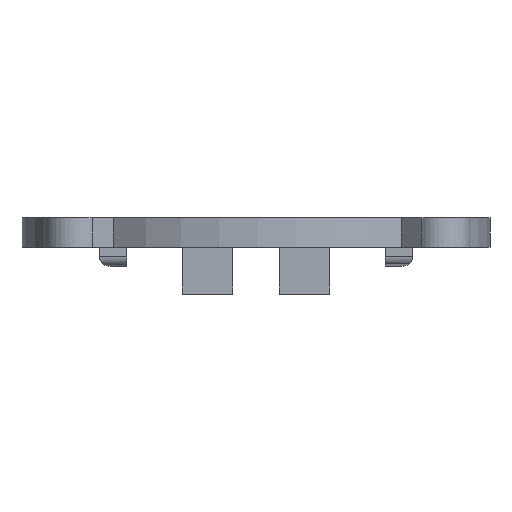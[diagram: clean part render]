
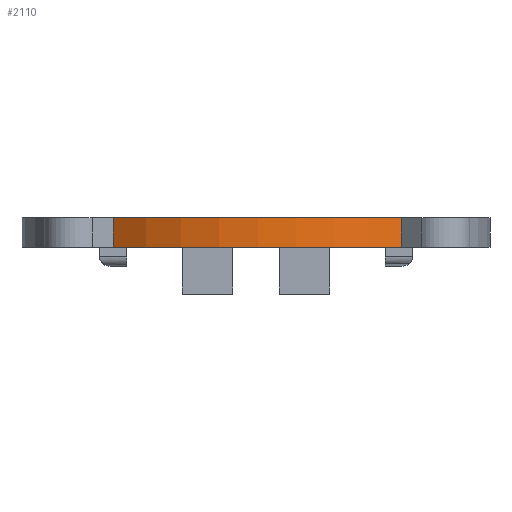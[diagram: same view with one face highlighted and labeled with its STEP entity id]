
A CAD part, left-side view. The second image highlights one B-rep face of the part: STEP entity #2110.
In plain terms, the highlighted cylindrical face has radius 49.5 mm (diameter 99 mm), a partial arc.
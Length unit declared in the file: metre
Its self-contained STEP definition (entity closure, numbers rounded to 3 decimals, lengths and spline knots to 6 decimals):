
#116=CYLINDRICAL_SURFACE('',#2294,0.0495);
#196=LINE('',#3294,#292);
#199=LINE('',#3300,#295);
#292=VECTOR('',#2591,1.);
#295=VECTOR('',#2596,1.);
#364=CIRCLE('',#2288,0.0495);
#369=CIRCLE('',#2295,0.0495);
#550=ORIENTED_EDGE('',*,*,#1137,.T.);
#551=ORIENTED_EDGE('',*,*,#1165,.F.);
#552=ORIENTED_EDGE('',*,*,#1166,.F.);
#553=ORIENTED_EDGE('',*,*,#1162,.T.);
#1137=EDGE_CURVE('',#1424,#1441,#364,.T.);
#1162=EDGE_CURVE('',#1466,#1424,#196,.T.);
#1165=EDGE_CURVE('',#1468,#1441,#199,.T.);
#1166=EDGE_CURVE('',#1466,#1468,#369,.T.);
#1424=VERTEX_POINT('',#3166);
#1441=VERTEX_POINT('',#3199);
#1466=VERTEX_POINT('',#3295);
#1468=VERTEX_POINT('',#3301);
#1699=EDGE_LOOP('',(#550,#551,#552,#553));
#1881=FACE_BOUND('',#1699,.T.);
#2110=ADVANCED_FACE('',(#1881),#116,.T.);
#2288=AXIS2_PLACEMENT_3D('',#3200,#2571,#2572);
#2294=AXIS2_PLACEMENT_3D('',#3299,#2594,#2595);
#2295=AXIS2_PLACEMENT_3D('',#3302,#2597,#2598);
#2571=DIRECTION('',(0.,0.,1.));
#2572=DIRECTION('',(-0.707,0.707,0.));
#2591=DIRECTION('',(0.,0.,-1.));
#2594=DIRECTION('',(0.,0.,-1.));
#2595=DIRECTION('',(0.707,-0.707,0.));
#2596=DIRECTION('',(0.,0.,-1.));
#2597=DIRECTION('',(0.,0.,1.));
#2598=DIRECTION('',(-0.707,0.707,0.));
#3166=CARTESIAN_POINT('',(-0.039199,0.030227,0.005));
#3199=CARTESIAN_POINT('',(-0.038772,-0.030774,0.005));
#3200=CARTESIAN_POINT('',(0.,0.,0.005));
#3294=CARTESIAN_POINT('',(-0.039199,0.030227,0.0112));
#3295=CARTESIAN_POINT('',(-0.039199,0.030227,0.0112));
#3299=CARTESIAN_POINT('',(0.,0.,0.0112));
#3300=CARTESIAN_POINT('',(-0.038772,-0.030774,0.0112));
#3301=CARTESIAN_POINT('',(-0.038772,-0.030774,0.0112));
#3302=CARTESIAN_POINT('',(0.,0.,0.0112));
